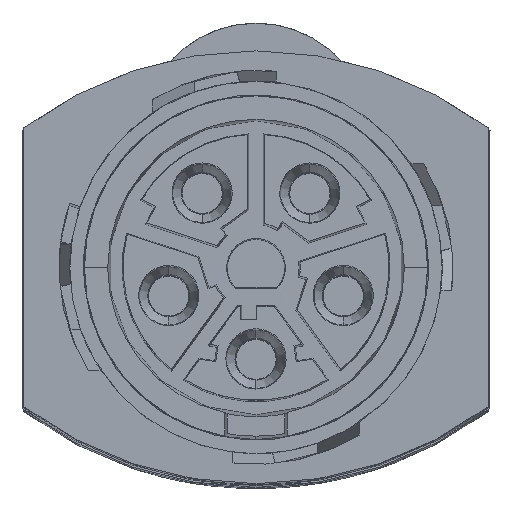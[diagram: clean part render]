
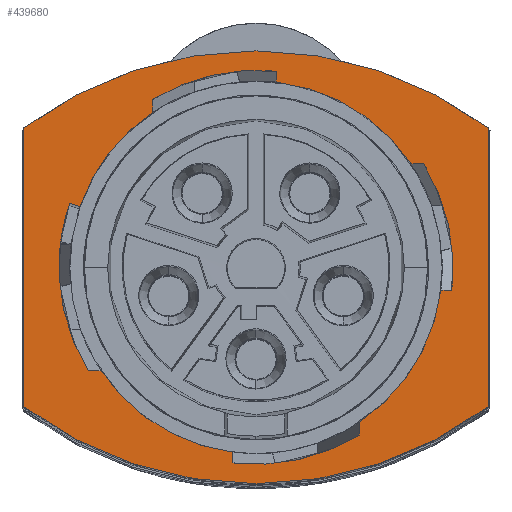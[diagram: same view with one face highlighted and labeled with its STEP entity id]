
A CAD part, top view. The second image highlights one B-rep face of the part: STEP entity #439680.
In plain terms, the highlighted face is planar.
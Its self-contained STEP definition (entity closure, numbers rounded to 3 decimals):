
#428740=CARTESIAN_POINT('',(-30.572,-26.855,
-51.69));
#428750=VERTEX_POINT('',#428740);
#428780=CARTESIAN_POINT('',(-30.572,-28.255,
-38.816));
#428790=DIRECTION('',(-1.,0.,0.));
#428800=DIRECTION('',(0.,0.,-1.));
#428810=AXIS2_PLACEMENT_3D('',#428780,#428790,#428800);
#428820=CIRCLE('',#428810,12.95);
#428830=CARTESIAN_POINT('',(-30.572,-17.483,
-46.003));
#428840=VERTEX_POINT('',#428830);
#428850=EDGE_CURVE('',#428840,#428750,#428820,.T.);
#429670=CARTESIAN_POINT('',(-30.572,-15.404,
-37.216));
#429680=VERTEX_POINT('',#429670);
#429710=CARTESIAN_POINT('',(-30.572,-28.255,
-38.816));
#429720=DIRECTION('',(-1.,0.,0.));
#429730=DIRECTION('',(0.,0.,-1.));
#429740=AXIS2_PLACEMENT_3D('',#429710,#429720,#429730);
#429750=CIRCLE('',#429740,12.95);
#429760=CARTESIAN_POINT('',(-30.572,-21.067,
-28.044));
#429770=VERTEX_POINT('',#429760);
#429780=EDGE_CURVE('',#429770,#429680,#429750,.T.);
#430700=CARTESIAN_POINT('',(-30.572,-35.443,
-50.479));
#430710=VERTEX_POINT('',#430700);
#430740=CARTESIAN_POINT('',(-30.572,-28.255,
-38.816));
#430750=DIRECTION('',(1.,0.,0.));
#430760=DIRECTION('',(0.,0.,-1.));
#430770=AXIS2_PLACEMENT_3D('',#430740,#430750,#430760);
#430780=CIRCLE('',#430770,13.7);
#430790=CARTESIAN_POINT('',(-30.572,-26.855,
-52.444));
#430800=VERTEX_POINT('',#430790);
#430810=EDGE_CURVE('',#430710,#430800,#430780,.T.);
#431670=CARTESIAN_POINT('',(-30.572,-26.855,
-38.816));
#431680=DIRECTION('',(0.,0.,-1.));
#431690=VECTOR('',#431680,1.);
#431700=LINE('',#431670,#431690);
#431710=EDGE_CURVE('',#428750,#430800,#431700,.T.);
#432130=CARTESIAN_POINT('',(-30.572,-35.443,
-49.588));
#432140=VERTEX_POINT('',#432130);
#432170=CARTESIAN_POINT('',(-30.572,-35.443,
-38.816));
#432180=DIRECTION('',(0.,0.,1.));
#432190=VECTOR('',#432180,1.);
#432200=LINE('',#432170,#432190);
#432210=EDGE_CURVE('',#430710,#432140,#432200,.T.);
#432610=CARTESIAN_POINT('',(-30.572,-41.213,
-43.264));
#432620=VERTEX_POINT('',#432610);
#432650=CARTESIAN_POINT('',(-30.572,-28.255,
-39.053));
#432660=DIRECTION('',(0.,-0.951,
-0.309));
#432670=VECTOR('',#432660,1.);
#432680=LINE('',#432650,#432670);
#432690=CARTESIAN_POINT('',(-30.572,-40.499,
-43.032));
#432700=VERTEX_POINT('',#432690);
#432710=EDGE_CURVE('',#432700,#432620,#432680,.T.);
#433180=CARTESIAN_POINT('',(-30.572,-39.918,
-31.628));
#433190=VERTEX_POINT('',#433180);
#433220=CARTESIAN_POINT('',(-30.572,-28.255,
-38.816));
#433230=DIRECTION('',(1.,0.,0.));
#433240=DIRECTION('',(0.,0.,-1.));
#433250=AXIS2_PLACEMENT_3D('',#433220,#433230,#433240);
#433260=CIRCLE('',#433250,13.7);
#433270=CARTESIAN_POINT('',(-30.572,-41.861,
-40.416));
#433280=VERTEX_POINT('',#433270);
#433290=EDGE_CURVE('',#433190,#433280,#433260,.T.);
#433960=CARTESIAN_POINT('',(-30.572,-41.851,
-40.498));
#433970=VERTEX_POINT('',#433960);
#434000=CARTESIAN_POINT('',(-30.572,-28.255,
-38.816));
#434010=DIRECTION('',(1.,0.,0.));
#434020=DIRECTION('',(0.,0.,-1.));
#434030=AXIS2_PLACEMENT_3D('',#434000,#434010,#434020);
#434040=CIRCLE('',#434030,13.7);
#434050=EDGE_CURVE('',#433970,#432620,#434040,.T.);
#434430=CARTESIAN_POINT('',(-30.572,-39.027,
-31.628));
#434440=VERTEX_POINT('',#434430);
#434470=CARTESIAN_POINT('',(-30.572,-28.255,
-31.628));
#434480=DIRECTION('',(0.,1.,0.));
#434490=VECTOR('',#434480,1.);
#434500=LINE('',#434470,#434490);
#434510=EDGE_CURVE('',#433190,#434440,#434500,.T.);
#435450=CARTESIAN_POINT('',(-30.572,-21.067,
-27.153));
#435460=VERTEX_POINT('',#435450);
#435490=CARTESIAN_POINT('',(-30.572,-28.255,
-38.816));
#435500=DIRECTION('',(1.,0.,0.));
#435510=DIRECTION('',(0.,0.,-1.));
#435520=AXIS2_PLACEMENT_3D('',#435490,#435500,#435510);
#435530=CIRCLE('',#435520,13.7);
#435540=CARTESIAN_POINT('',(-30.572,-29.855,
-25.209));
#435550=VERTEX_POINT('',#435540);
#435560=EDGE_CURVE('',#435460,#435550,#435530,.T.);
#437460=CARTESIAN_POINT('',(-30.572,-16.592,
-46.003));
#437470=VERTEX_POINT('',#437460);
#437500=CARTESIAN_POINT('',(-30.572,-28.255,
-38.816));
#437510=DIRECTION('',(1.,0.,0.));
#437520=DIRECTION('',(0.,0.,-1.));
#437530=AXIS2_PLACEMENT_3D('',#437500,#437510,#437520);
#437540=CIRCLE('',#437530,13.7);
#437550=CARTESIAN_POINT('',(-30.572,-14.649,
-37.216));
#437560=VERTEX_POINT('',#437550);
#437570=EDGE_CURVE('',#437470,#437560,#437540,.T.);
#438480=CARTESIAN_POINT('',(-30.572,-28.255,
-46.003));
#438490=DIRECTION('',(0.,-1.,0.));
#438500=VECTOR('',#438490,1.);
#438510=LINE('',#438480,#438500);
#438520=EDGE_CURVE('',#437470,#428840,#438510,.T.);
#438650=CARTESIAN_POINT('',(-30.572,-47.265,
-20.415));
#438660=DIRECTION('',(-1.,0.,0.));
#438670=DIRECTION('',(0.,0.,-1.));
#438680=AXIS2_PLACEMENT_3D('',#438650,#438660,#438670);
#438690=PLANE('',#438680);
#438700=CARTESIAN_POINT('',(-30.572,-28.255,
-40.416));
#438710=DIRECTION('',(0.,-1.,0.));
#438720=VECTOR('',#438710,1.);
#438730=LINE('',#438700,#438720);
#438740=CARTESIAN_POINT('',(-30.572,-41.264,
-40.416));
#438750=VERTEX_POINT('',#438740);
#438760=EDGE_CURVE('',#438750,#433280,#438730,.T.);
#438770=ORIENTED_EDGE('',*,*,#438760,.F.);
#438780=ORIENTED_EDGE('',*,*,#433290,.T.);
#438790=ORIENTED_EDGE('',*,*,#434510,.F.);
#438800=CARTESIAN_POINT('',(-30.572,-28.255,
-38.816));
#438810=DIRECTION('',(-1.,0.,0.));
#438820=DIRECTION('',(0.,0.,-1.));
#438830=AXIS2_PLACEMENT_3D('',#438800,#438810,#438820);
#438840=CIRCLE('',#438830,12.95);
#438850=CARTESIAN_POINT('',(-30.572,-29.855,
-25.965));
#438860=VERTEX_POINT('',#438850);
#438870=EDGE_CURVE('',#434440,#438860,#438840,.T.);
#438880=ORIENTED_EDGE('',*,*,#438870,.F.);
#438890=CARTESIAN_POINT('',(-30.572,-29.855,
-38.816));
#438900=DIRECTION('',(0.,0.,1.));
#438910=VECTOR('',#438900,1.);
#438920=LINE('',#438890,#438910);
#438930=EDGE_CURVE('',#438860,#435550,#438920,.T.);
#438940=ORIENTED_EDGE('',*,*,#438930,.F.);
#438950=ORIENTED_EDGE('',*,*,#435560,.T.);
#438960=CARTESIAN_POINT('',(-30.572,-21.067,
-38.816));
#438970=DIRECTION('',(0.,0.,-1.));
#438980=VECTOR('',#438970,1.);
#438990=LINE('',#438960,#438980);
#439000=EDGE_CURVE('',#435460,#429770,#438990,.T.);
#439010=ORIENTED_EDGE('',*,*,#439000,.F.);
#439020=ORIENTED_EDGE('',*,*,#429780,.F.);
#439030=CARTESIAN_POINT('',(-30.572,-28.255,
-37.216));
#439040=DIRECTION('',(0.,1.,0.));
#439050=VECTOR('',#439040,1.);
#439060=LINE('',#439030,#439050);
#439070=EDGE_CURVE('',#429680,#437560,#439060,.T.);
#439080=ORIENTED_EDGE('',*,*,#439070,.F.);
#439090=ORIENTED_EDGE('',*,*,#437570,.T.);
#439100=ORIENTED_EDGE('',*,*,#438520,.F.);
#439110=ORIENTED_EDGE('',*,*,#428850,.F.);
#439120=ORIENTED_EDGE('',*,*,#431710,.F.);
#439130=ORIENTED_EDGE('',*,*,#430810,.T.);
#439140=ORIENTED_EDGE('',*,*,#432210,.F.);
#439150=CARTESIAN_POINT('',(-30.572,-28.255,
-38.816));
#439160=DIRECTION('',(-1.,0.,0.));
#439170=DIRECTION('',(0.,0.,-1.));
#439180=AXIS2_PLACEMENT_3D('',#439150,#439160,#439170);
#439190=CIRCLE('',#439180,12.95);
#439200=EDGE_CURVE('',#432140,#432700,#439190,.T.);
#439210=ORIENTED_EDGE('',*,*,#439200,.F.);
#439220=ORIENTED_EDGE('',*,*,#432710,.F.);
#439230=ORIENTED_EDGE('',*,*,#434050,.T.);
#439240=CARTESIAN_POINT('',(-30.572,-28.255,
-38.587));
#439250=DIRECTION('',(0.,0.99,
0.139));
#439260=VECTOR('',#439250,1.);
#439270=LINE('',#439240,#439260);
#439280=EDGE_CURVE('',#433970,#438750,#439270,.T.);
#439290=ORIENTED_EDGE('',*,*,#439280,.F.);
#439300=EDGE_LOOP('',(#439290,#439230,#439220,#439210,#439140,#439130,
#439120,#439110,#439100,#439090,#439080,#439020,#439010,#438950,#438940,
#438880,#438790,#438780,#438770));
#439310=FACE_BOUND('',#439300,.T.);
#439320=CARTESIAN_POINT('',(-30.572,-44.399,
-38.816));
#439330=DIRECTION('',(0.,0.,1.));
#439340=VECTOR('',#439330,1.);
#439350=LINE('',#439320,#439340);
#439360=CARTESIAN_POINT('',(-30.572,-44.399,
-48.507));
#439370=VERTEX_POINT('',#439360);
#439380=CARTESIAN_POINT('',(-30.572,-44.399,
-29.124));
#439390=VERTEX_POINT('',#439380);
#439400=EDGE_CURVE('',#439370,#439390,#439350,.T.);
#439410=ORIENTED_EDGE('',*,*,#439400,.T.);
#439420=CARTESIAN_POINT('',(-30.572,-28.255,
-26.866));
#439430=DIRECTION('',(-1.,0.,0.));
#439440=DIRECTION('',(0.,0.,-1.));
#439450=AXIS2_PLACEMENT_3D('',#439420,#439430,#439440);
#439460=CIRCLE('',#439450,27.);
#439470=CARTESIAN_POINT('',(-30.572,-12.11,
-48.507));
#439480=VERTEX_POINT('',#439470);
#439490=EDGE_CURVE('',#439480,#439370,#439460,.T.);
#439500=ORIENTED_EDGE('',*,*,#439490,.T.);
#439510=CARTESIAN_POINT('',(-30.572,-12.11,
-38.816));
#439520=DIRECTION('',(0.,0.,1.));
#439530=VECTOR('',#439520,1.);
#439540=LINE('',#439510,#439530);
#439550=CARTESIAN_POINT('',(-30.572,-12.11,
-29.124));
#439560=VERTEX_POINT('',#439550);
#439570=EDGE_CURVE('',#439480,#439560,#439540,.T.);
#439580=ORIENTED_EDGE('',*,*,#439570,.F.);
#439590=CARTESIAN_POINT('',(-30.572,-28.255,
-50.766));
#439600=DIRECTION('',(-1.,0.,0.));
#439610=DIRECTION('',(0.,0.,-1.));
#439620=AXIS2_PLACEMENT_3D('',#439590,#439600,#439610);
#439630=CIRCLE('',#439620,27.);
#439640=EDGE_CURVE('',#439390,#439560,#439630,.T.);
#439650=ORIENTED_EDGE('',*,*,#439640,.T.);
#439660=EDGE_LOOP('',(#439650,#439580,#439500,#439410));
#439670=FACE_OUTER_BOUND('',#439660,.T.);
#439680=ADVANCED_FACE('',(#439310,#439670),#438690,.T.);
